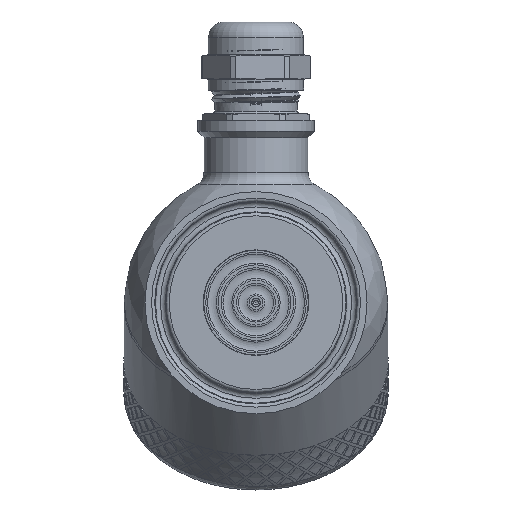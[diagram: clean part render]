
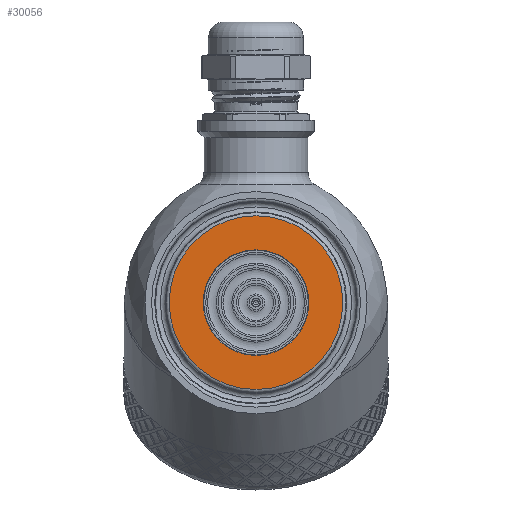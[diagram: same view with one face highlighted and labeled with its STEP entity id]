
A CAD part, left-side view. The second image highlights one B-rep face of the part: STEP entity #30056.
In plain terms, the highlighted planar face has unit normal (-1, 0, 0).
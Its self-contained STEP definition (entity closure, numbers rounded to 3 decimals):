
#1327=FACE_BOUND('',#4155,.T.);
#1743=PLANE('',#32270);
#2216=FACE_OUTER_BOUND('',#4154,.T.);
#4154=EDGE_LOOP('',(#20461));
#4155=EDGE_LOOP('',(#20462));
#6362=CIRCLE('',#32263,12.);
#6366=CIRCLE('',#32271,19.742);
#12085=VERTEX_POINT('',#43240);
#12087=VERTEX_POINT('',#43251);
#15353=EDGE_CURVE('',#12085,#12085,#6362,.T.);
#15358=EDGE_CURVE('',#12087,#12087,#6366,.T.);
#20461=ORIENTED_EDGE('',*,*,#15358,.F.);
#20462=ORIENTED_EDGE('',*,*,#15353,.T.);
#30056=ADVANCED_FACE('',(#2216,#1327),#1743,.T.);
#32263=AXIS2_PLACEMENT_3D('',#43241,#34265,#34266);
#32270=AXIS2_PLACEMENT_3D('',#43250,#34280,#34281);
#32271=AXIS2_PLACEMENT_3D('',#43252,#34282,#34283);
#34265=DIRECTION('center_axis',(1.,0.,0.));
#34266=DIRECTION('ref_axis',(0.,1.,0.));
#34280=DIRECTION('center_axis',(-1.,0.,0.));
#34281=DIRECTION('ref_axis',(0.,0.,1.));
#34282=DIRECTION('center_axis',(1.,0.,0.));
#34283=DIRECTION('ref_axis',(0.,0.,-1.));
#43240=CARTESIAN_POINT('',(0.,-12.,0.));
#43241=CARTESIAN_POINT('Origin',(0.,0.,
0.));
#43250=CARTESIAN_POINT('Origin',(0.,19.742,
0.));
#43251=CARTESIAN_POINT('',(0.,0.,19.742));
#43252=CARTESIAN_POINT('Origin',(0.,0.,0.));
